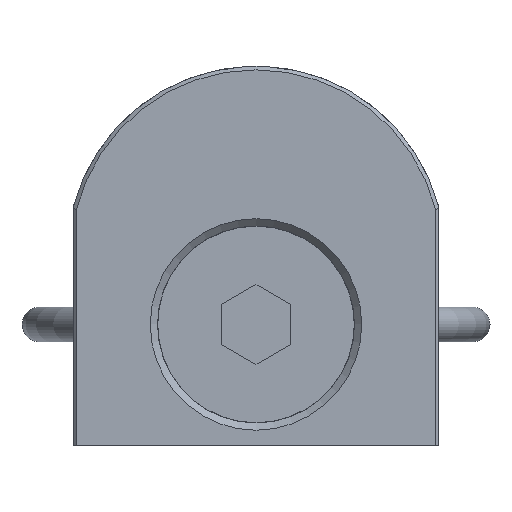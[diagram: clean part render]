
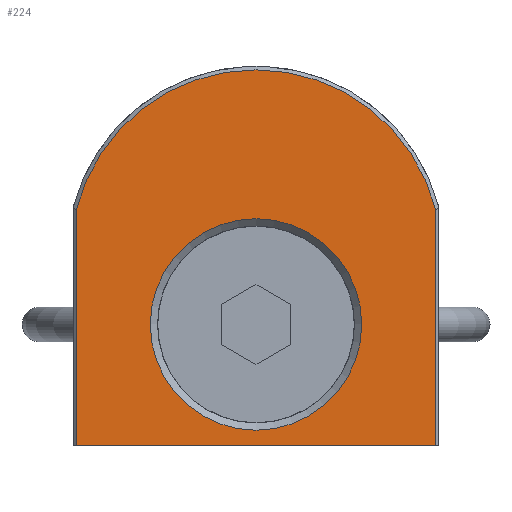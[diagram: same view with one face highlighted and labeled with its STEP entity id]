
A CAD part, left-side view. The second image highlights one B-rep face of the part: STEP entity #224.
In plain terms, the highlighted face is planar.
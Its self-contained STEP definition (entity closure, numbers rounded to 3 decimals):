
#224 = ADVANCED_FACE( '', ( #336, #337 ), #338, .F. );
#336 = FACE_BOUND( '', #464, .T. );
#337 = FACE_OUTER_BOUND( '', #465, .T. );
#338 = PLANE( '', #466 );
#464 = EDGE_LOOP( '', ( #853 ) );
#465 = EDGE_LOOP( '', ( #854, #855, #856, #857 ) );
#466 = AXIS2_PLACEMENT_3D( '', #858, #859, #860 );
#853 = ORIENTED_EDGE( '', *, *, #1014, .T. );
#854 = ORIENTED_EDGE( '', *, *, #1106, .F. );
#855 = ORIENTED_EDGE( '', *, *, #973, .T. );
#856 = ORIENTED_EDGE( '', *, *, #998, .T. );
#857 = ORIENTED_EDGE( '', *, *, #1075, .T. );
#858 = CARTESIAN_POINT( '', ( 10.359, 9., 16. ) );
#859 = DIRECTION( '', ( 0., -1., 0. ) );
#860 = DIRECTION( '', ( 1., 0., 0. ) );
#973 = EDGE_CURVE( '', #1127, #1125, #1128, .T. );
#998 = EDGE_CURVE( '', #1125, #1173, #1174, .T. );
#1014 = EDGE_CURVE( '', #1204, #1204, #1205, .T. );
#1075 = EDGE_CURVE( '', #1173, #1306, #1308, .T. );
#1106 = EDGE_CURVE( '', #1127, #1306, #1352, .T. );
#1125 = VERTEX_POINT( '', #1379 );
#1127 = VERTEX_POINT( '', #1384 );
#1128 = CIRCLE( '', #1385, 10.69 );
#1173 = VERTEX_POINT( '', #1454 );
#1174 = LINE( '', #1455, #1456 );
#1204 = VERTEX_POINT( '', #1496 );
#1205 = CIRCLE( '', #1497, 6.1 );
#1306 = VERTEX_POINT( '', #1647 );
#1308 = LINE( '', #1650, #1651 );
#1352 = LINE( '', #1720, #1721 );
#1379 = CARTESIAN_POINT( '', ( 10.359, 9., 6.638 ) );
#1384 = CARTESIAN_POINT( '', ( -10.359, 9., 6.638 ) );
#1385 = AXIS2_PLACEMENT_3D( '', #1736, #1737, #1738 );
#1454 = CARTESIAN_POINT( '', ( 10.359, 9., -7. ) );
#1455 = CARTESIAN_POINT( '', ( 10.359, 9., 16. ) );
#1456 = VECTOR( '', #1766, 1000. );
#1496 = CARTESIAN_POINT( '', ( 0., 9., -6.1 ) );
#1497 = AXIS2_PLACEMENT_3D( '', #1792, #1793, #1794 );
#1647 = CARTESIAN_POINT( '', ( -10.359, 9., -7. ) );
#1650 = CARTESIAN_POINT( '', ( 10.359, 9., -7. ) );
#1651 = VECTOR( '', #1875, 1000. );
#1720 = CARTESIAN_POINT( '', ( -10.359, 9., 16. ) );
#1721 = VECTOR( '', #1916, 1000. );
#1736 = CARTESIAN_POINT( '', ( 0., 9., 4. ) );
#1737 = DIRECTION( '', ( 0., 1., 0. ) );
#1738 = DIRECTION( '', ( 0., 0., 1. ) );
#1766 = DIRECTION( '', ( 0., 0., -1. ) );
#1792 = CARTESIAN_POINT( '', ( 0., 9., 0. ) );
#1793 = DIRECTION( '', ( 0., -1., 0. ) );
#1794 = DIRECTION( '', ( 0., 0., -1. ) );
#1875 = DIRECTION( '', ( -1., 0., 0. ) );
#1916 = DIRECTION( '', ( 0., 0., -1. ) );
